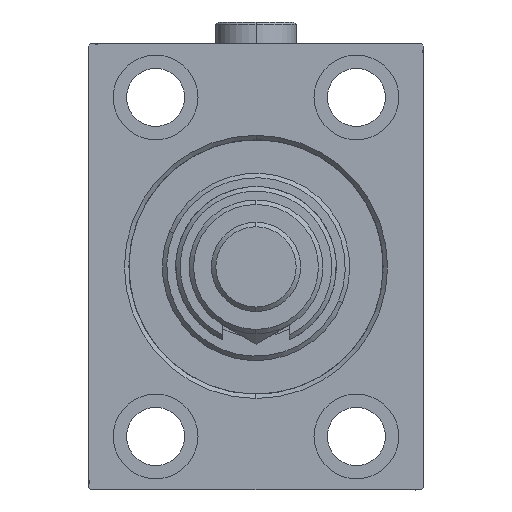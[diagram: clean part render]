
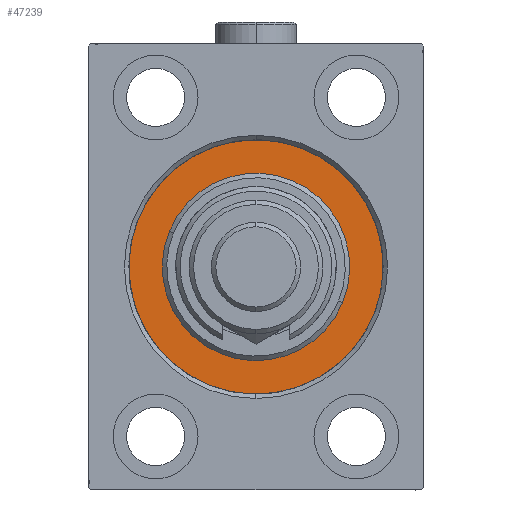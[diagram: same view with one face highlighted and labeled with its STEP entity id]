
A CAD part, left-side view. The second image highlights one B-rep face of the part: STEP entity #47239.
In plain terms, the highlighted face is planar.
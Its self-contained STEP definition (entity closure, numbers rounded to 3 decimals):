
#3157 = FACE_OUTER_BOUND ( 'NONE', #47361, .T. ) ;
#3300 = ORIENTED_EDGE ( 'NONE', *, *, #25235, .F. ) ;
#3396 = DIRECTION ( 'NONE',  ( 0., 0., 1. ) ) ;
#5179 = VERTEX_POINT ( 'NONE', #46796 ) ;
#5381 = VERTEX_POINT ( 'NONE', #16474 ) ;
#6305 = VERTEX_POINT ( 'NONE', #19003 ) ;
#6361 = AXIS2_PLACEMENT_3D ( 'NONE', #20215, #46272, #46526 ) ;
#6562 = PLANE ( 'NONE',  #29556 ) ;
#7049 = CARTESIAN_POINT ( 'NONE',  ( 0., 0., 0. ) ) ;
#8663 = ORIENTED_EDGE ( 'NONE', *, *, #9745, .F. ) ;
#8719 = AXIS2_PLACEMENT_3D ( 'NONE', #38550, #34648, #9097 ) ;
#9097 = DIRECTION ( 'NONE',  ( 0., 0., -1. ) ) ;
#9745 = EDGE_CURVE ( 'NONE', #5179, #6305, #46446, .T. ) ;
#11759 = ORIENTED_EDGE ( 'NONE', *, *, #26721, .F. ) ;
#13410 = CARTESIAN_POINT ( 'NONE',  ( 0., 0., 0. ) ) ;
#15412 = DIRECTION ( 'NONE',  ( 0., 0., 1. ) ) ;
#16329 = CIRCLE ( 'NONE', #36565, 28.5 ) ;
#16474 = CARTESIAN_POINT ( 'NONE',  ( 0., 0., -28.5 ) ) ;
#16995 = CARTESIAN_POINT ( 'NONE',  ( 0., 0., 28.5 ) ) ;
#19003 = CARTESIAN_POINT ( 'NONE',  ( 0., 0., -21. ) ) ;
#20215 = CARTESIAN_POINT ( 'NONE',  ( 0., 0., 0. ) ) ;
#20793 = AXIS2_PLACEMENT_3D ( 'NONE', #13410, #36268, #28248 ) ;
#22011 = EDGE_CURVE ( 'NONE', #5381, #34796, #16329, .T. ) ;
#25235 = EDGE_CURVE ( 'NONE', #34796, #5381, #27331, .T. ) ;
#26721 = EDGE_CURVE ( 'NONE', #6305, #5179, #36717, .T. ) ;
#27331 = CIRCLE ( 'NONE', #6361, 28.5 ) ;
#28248 = DIRECTION ( 'NONE',  ( 0., 0., -1. ) ) ;
#29556 = AXIS2_PLACEMENT_3D ( 'NONE', #7049, #43811, #3396 ) ;
#30015 = CARTESIAN_POINT ( 'NONE',  ( 0., 0., 0. ) ) ;
#32037 = EDGE_LOOP ( 'NONE', ( #8663, #11759 ) ) ;
#34648 = DIRECTION ( 'NONE',  ( 1., 0., 0. ) ) ;
#34796 = VERTEX_POINT ( 'NONE', #16995 ) ;
#35719 = ORIENTED_EDGE ( 'NONE', *, *, #22011, .F. ) ;
#36268 = DIRECTION ( 'NONE',  ( 1., 0., 0. ) ) ;
#36565 = AXIS2_PLACEMENT_3D ( 'NONE', #30015, #44884, #15412 ) ;
#36717 = CIRCLE ( 'NONE', #8719, 21. ) ;
#38550 = CARTESIAN_POINT ( 'NONE',  ( 0., 0., 0. ) ) ;
#43811 = DIRECTION ( 'NONE',  ( -1., 0., 0. ) ) ;
#44884 = DIRECTION ( 'NONE',  ( -1., 0., 0. ) ) ;
#46272 = DIRECTION ( 'NONE',  ( -1., 0., 0. ) ) ;
#46446 = CIRCLE ( 'NONE', #20793, 21. ) ;
#46526 = DIRECTION ( 'NONE',  ( 0., 0., 1. ) ) ;
#46796 = CARTESIAN_POINT ( 'NONE',  ( 0., 0., 21. ) ) ;
#46993 = FACE_BOUND ( 'NONE', #32037, .T. ) ;
#47239 = ADVANCED_FACE ( 'NONE', ( #46993, #3157 ), #6562, .F. ) ;
#47361 = EDGE_LOOP ( 'NONE', ( #35719, #3300 ) ) ;
